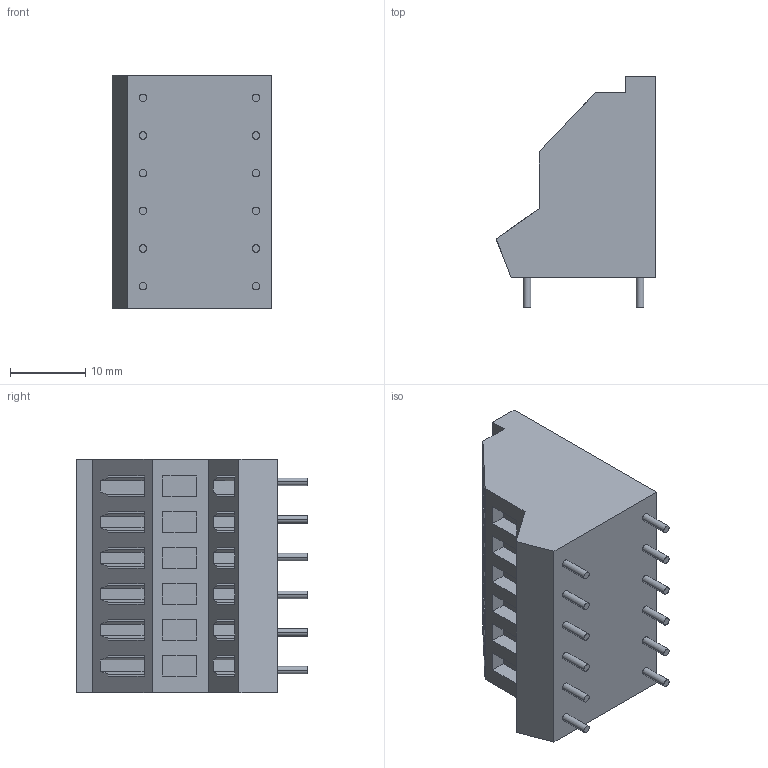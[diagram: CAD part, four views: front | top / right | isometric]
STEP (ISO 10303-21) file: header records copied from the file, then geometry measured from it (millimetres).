
FILE_DESCRIPTION (( 'STEP AP214' ), '1' );
FILE_NAME ('KFM736-5.0-6P P=5.0mm.STEP', '2020-10-17T22:44:16', ( '' ), ( '' ), 'SwSTEP 2.0', 'SolidWorks 2020', '' );
FILE_SCHEMA (( 'AUTOMOTIVE_DESIGN' ));
Length unit declared in the file: millimetre
Products named in the file (1): KFM736-5.0-6P P=5.0mm
Bounding box: 21.2 x 30.7 x 31 mm (x, y, z)
Volume: 11336.1 mm3; surface area: 4664.4 mm2
Topology: 1 solids, 1 shells, 185 faces, 459 edges, 306 vertices
Faces by surface type: plane 161, cylinder 24
Entity records: 5851 total; most frequent: CARTESIAN_POINT 951, ORIENTED_EDGE 918, DIRECTION 879, EDGE_CURVE 459, VECTOR 411, LINE 411, VERTEX_POINT 306, AXIS2_PLACEMENT_3D 234
